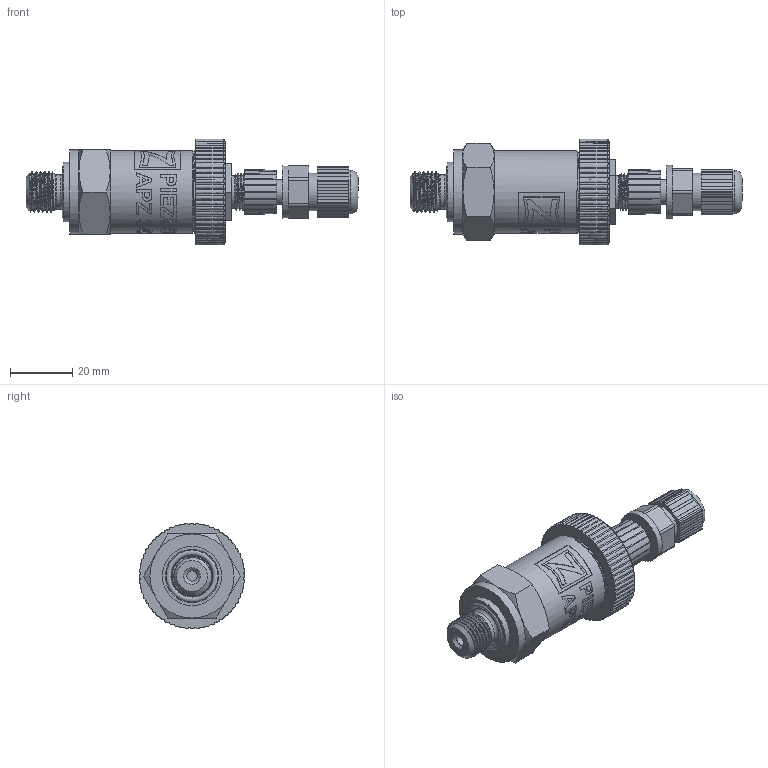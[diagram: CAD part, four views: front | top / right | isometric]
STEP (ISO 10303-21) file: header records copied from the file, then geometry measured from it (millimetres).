
FILE_DESCRIPTION(/* description */ (''),/* implementation_level */ '2;1');
FILE_NAME(/* name */ 'APZ3420_G1`4DIN_M12x1-straight.step',/* time_stamp */ '2021-06-08T17:03:33+03:00',/* author */ (''),/* organization */ (''),/* preprocessor_version */ 'ST-DEVELOPER v18.1',/* originating_system */ 'Autodesk Translation Framework v10.9.0.1377',/* authorisation */ '');
FILE_SCHEMA (('AUTOMOTIVE_DESIGN { 1 0 10303 214 3 1 1 }'));
Length unit declared in the file: millimetre
Products named in the file (6): (Unsaved); G 1/4 DIN; OMAL nut M27x1.5 v8; M12x1 male v16; Ш100.000.002 v4; M12x1 female straight v9
Assembly tree (5 placements, depth 2):
  (Unsaved)
    G 1/4 DIN
    OMAL nut M27x1.5 v8
    M12x1 male v16
    Ш100.000.002 v4
    M12x1 female straight v9
Bounding box: 106.55 x 34 x 34 mm (x, y, z)
Volume: 40218.9 mm3; surface area: 17899.9 mm2
Topology: 17 solids, 17 shells, 922 faces, 2555 edges, 1706 vertices
Faces by surface type: bspline 467, plane 259, cylinder 134, cone 51, torus 11
Full cylindrical faces by diameter (mm): 1 x12, 1.5 x4, 3.3 x1, 7.3 x1, 8 x3, 8.2 x1, 10.293 x1, 10.6 x2, 10.741 x6, 11 x1, 11.445 x5, 11.884 x5, 12 x1, 14 x2, 14.137 x4, 14.526 x1, 15.85 x3, 16.7 x1, 17 x1, 19 x1, 21.4 x2, 22.4 x1, 24.5 x1, 25.132 x4, 25.526 x4, 26.5 x5, 27 x1, 27.208 x5
Entity records: 65592 total; most frequent: CARTESIAN_POINT 44725, ORIENTED_EDGE 5110, DIRECTION 2894, EDGE_CURVE 2555, VERTEX_POINT 1706, LINE 1182, VECTOR 1182, EDGE_LOOP 978
